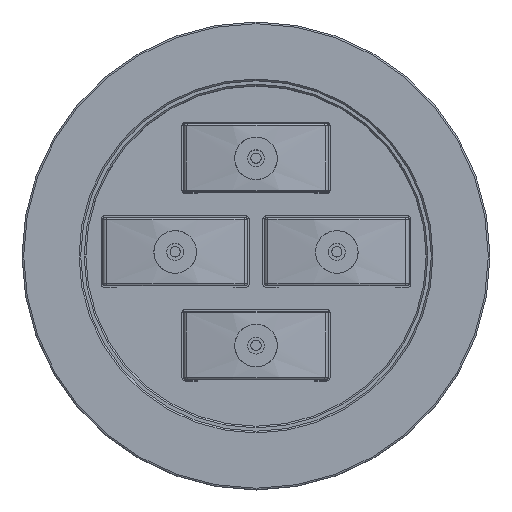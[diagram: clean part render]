
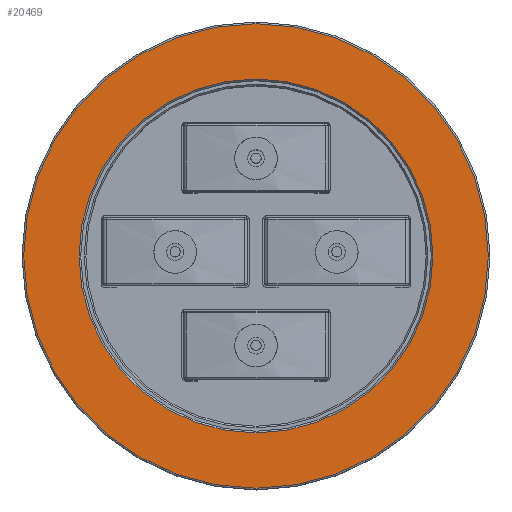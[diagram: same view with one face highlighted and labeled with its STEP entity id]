
A CAD part, top view. The second image highlights one B-rep face of the part: STEP entity #20469.
In plain terms, the highlighted planar face has unit normal (0, 0, 1).
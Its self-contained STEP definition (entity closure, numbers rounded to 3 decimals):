
#106 = AXIS2_PLACEMENT_3D ( 'NONE', #30572, #2659, #36888 ) ;
#498 = AXIS2_PLACEMENT_3D ( 'NONE', #22685, #35104, #17171 ) ;
#1586 = FACE_BOUND ( 'NONE', #35401, .T. ) ;
#2659 = DIRECTION ( 'NONE',  ( 0., 0., -1. ) ) ;
#5058 = FACE_OUTER_BOUND ( 'NONE', #34790, .T. ) ;
#7728 = CARTESIAN_POINT ( 'NONE',  ( 0., 0., 0. ) ) ;
#10768 = DIRECTION ( 'NONE',  ( 0., 1., 0. ) ) ;
#12728 = VERTEX_POINT ( 'NONE', #27392 ) ;
#17171 = DIRECTION ( 'NONE',  ( 0., 1., 0. ) ) ;
#17478 = PLANE ( 'NONE',  #18015 ) ;
#17827 = VERTEX_POINT ( 'NONE', #30242 ) ;
#18015 = AXIS2_PLACEMENT_3D ( 'NONE', #7728, #22975, #10768 ) ;
#18071 = CIRCLE ( 'NONE', #498, 27.3 ) ;
#19907 = EDGE_CURVE ( 'NONE', #17827, #17827, #18071, .T. ) ;
#20469 = ADVANCED_FACE ( 'NONE', ( #1586, #5058 ), #17478, .F. ) ;
#22685 = CARTESIAN_POINT ( 'NONE',  ( 0., 0., 0. ) ) ;
#22975 = DIRECTION ( 'NONE',  ( 0., 0., -1. ) ) ;
#25845 = EDGE_CURVE ( 'NONE', #12728, #12728, #31998, .T. ) ;
#27392 = CARTESIAN_POINT ( 'NONE',  ( 0., 20.8, 0. ) ) ;
#30242 = CARTESIAN_POINT ( 'NONE',  ( 0., 27.3, 0. ) ) ;
#30572 = CARTESIAN_POINT ( 'NONE',  ( 0., 0., 0. ) ) ;
#31998 = CIRCLE ( 'NONE', #106, 20.8 ) ;
#34790 = EDGE_LOOP ( 'NONE', ( #38408 ) ) ;
#35104 = DIRECTION ( 'NONE',  ( 0., 0., 1. ) ) ;
#35401 = EDGE_LOOP ( 'NONE', ( #36050 ) ) ;
#36050 = ORIENTED_EDGE ( 'NONE', *, *, #25845, .T. ) ;
#36888 = DIRECTION ( 'NONE',  ( 0., 1., 0. ) ) ;
#38408 = ORIENTED_EDGE ( 'NONE', *, *, #19907, .T. ) ;
